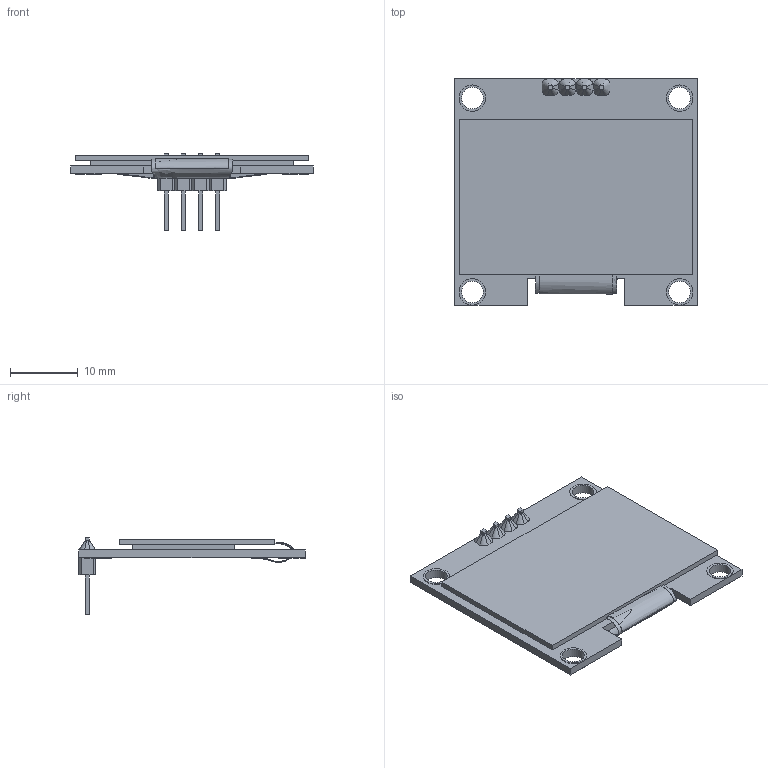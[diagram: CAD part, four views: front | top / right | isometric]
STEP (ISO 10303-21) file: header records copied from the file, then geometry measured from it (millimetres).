
FILE_DESCRIPTION(/* description */ (''),/* implementation_level */ '2;1');
FILE_NAME(/* name */ 'Display 1.3 OLED (Mauro) v5.step',/* time_stamp */ '2024-02-29T14:10:27+01:00',/* author */ (''),/* organization */ (''),/* preprocessor_version */ 'ST-DEVELOPER v20',/* originating_system */ 'Autodesk Translation Framework v12.20.1.177',/* authorisation */ '');
FILE_SCHEMA (('AUTOMOTIVE_DESIGN { 1 0 10303 214 3 1 1 }'));
Length unit declared in the file: millimetre
Products named in the file (1): Display 1.3 OLED (Mauro)
Bounding box: 35.8 x 33.5 x 11.3 mm (x, y, z)
Volume: 2375.8 mm3; surface area: 5722 mm2
Topology: 5 solids, 5 shells, 181 faces, 468 edges, 316 vertices
Faces by surface type: plane 125, bspline 40, cylinder 16
Full cylindrical faces by diameter (mm): 0.8 x4, 3.2 x4, 3.9 x8
Entity records: 8394 total; most frequent: CARTESIAN_POINT 3947, ORIENTED_EDGE 940, DIRECTION 723, EDGE_CURVE 470, LINE 343, VECTOR 343, VERTEX_POINT 316, EDGE_LOOP 219
